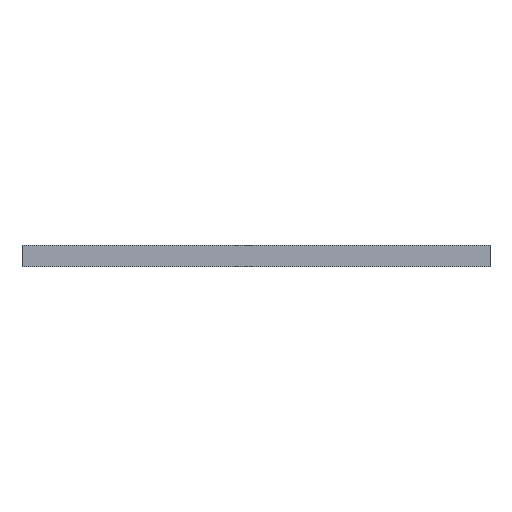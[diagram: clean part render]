
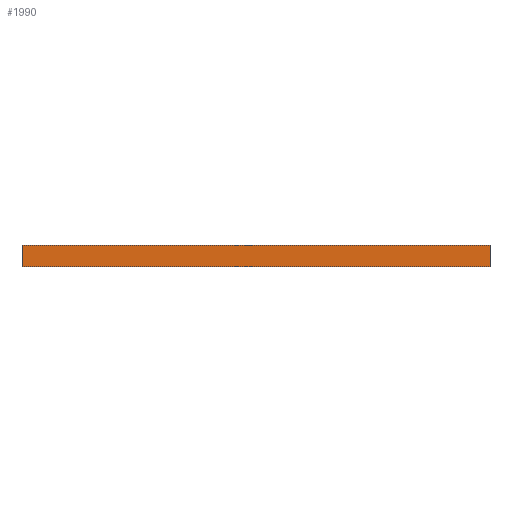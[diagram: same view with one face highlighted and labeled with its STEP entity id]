
A CAD part, left-side view. The second image highlights one B-rep face of the part: STEP entity #1990.
In plain terms, the highlighted planar face has unit normal (-1, 0, 0).
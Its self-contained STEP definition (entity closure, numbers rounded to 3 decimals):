
#52 = CARTESIAN_POINT ( 'NONE',  ( -16., -16., 0. ) ) ;
#173 = CARTESIAN_POINT ( 'NONE',  ( -16., 16., 0. ) ) ;
#325 = CARTESIAN_POINT ( 'NONE',  ( -16., 16., 1.5 ) ) ;
#329 = CARTESIAN_POINT ( 'NONE',  ( -16., -16., 0. ) ) ;
#470 = DIRECTION ( 'NONE',  ( 0., 0., -1. ) ) ;
#544 = VECTOR ( 'NONE', #797, 1000. ) ;
#556 = DIRECTION ( 'NONE',  ( 0., 0., -1. ) ) ;
#587 = CARTESIAN_POINT ( 'NONE',  ( -16., -16., 1.5 ) ) ;
#691 = PLANE ( 'NONE',  #1733 ) ;
#693 = EDGE_CURVE ( 'NONE', #2390, #1369, #1658, .T. ) ;
#797 = DIRECTION ( 'NONE',  ( 0., -1., 0. ) ) ;
#861 = VERTEX_POINT ( 'NONE', #173 ) ;
#868 = DIRECTION ( 'NONE',  ( 1., 0., 0. ) ) ;
#881 = EDGE_CURVE ( 'NONE', #1369, #1046, #1136, .T. ) ;
#882 = LINE ( 'NONE', #1998, #1022 ) ;
#926 = ORIENTED_EDGE ( 'NONE', *, *, #1467, .T. ) ;
#984 = VECTOR ( 'NONE', #1249, 1000. ) ;
#1022 = VECTOR ( 'NONE', #470, 1000. ) ;
#1046 = VERTEX_POINT ( 'NONE', #329 ) ;
#1069 = DIRECTION ( 'NONE',  ( 0., 0., -1. ) ) ;
#1136 = LINE ( 'NONE', #587, #2003 ) ;
#1140 = ORIENTED_EDGE ( 'NONE', *, *, #1363, .T. ) ;
#1249 = DIRECTION ( 'NONE',  ( 0., -1., 0. ) ) ;
#1363 = EDGE_CURVE ( 'NONE', #861, #1046, #1730, .T. ) ;
#1369 = VERTEX_POINT ( 'NONE', #1544 ) ;
#1394 = ORIENTED_EDGE ( 'NONE', *, *, #881, .F. ) ;
#1430 = ORIENTED_EDGE ( 'NONE', *, *, #693, .F. ) ;
#1467 = EDGE_CURVE ( 'NONE', #2390, #861, #882, .T. ) ;
#1544 = CARTESIAN_POINT ( 'NONE',  ( -16., -16., 1.5 ) ) ;
#1658 = LINE ( 'NONE', #1999, #984 ) ;
#1663 = FACE_OUTER_BOUND ( 'NONE', #1695, .T. ) ;
#1695 = EDGE_LOOP ( 'NONE', ( #1140, #1394, #1430, #926 ) ) ;
#1730 = LINE ( 'NONE', #52, #544 ) ;
#1733 = AXIS2_PLACEMENT_3D ( 'NONE', #2021, #868, #1069 ) ;
#1990 = ADVANCED_FACE ( 'NONE', ( #1663 ), #691, .F. ) ;
#1998 = CARTESIAN_POINT ( 'NONE',  ( -16., 16., 1.5 ) ) ;
#1999 = CARTESIAN_POINT ( 'NONE',  ( -16., -16., 1.5 ) ) ;
#2003 = VECTOR ( 'NONE', #556, 1000. ) ;
#2021 = CARTESIAN_POINT ( 'NONE',  ( -16., -16., 1.5 ) ) ;
#2390 = VERTEX_POINT ( 'NONE', #325 ) ;
